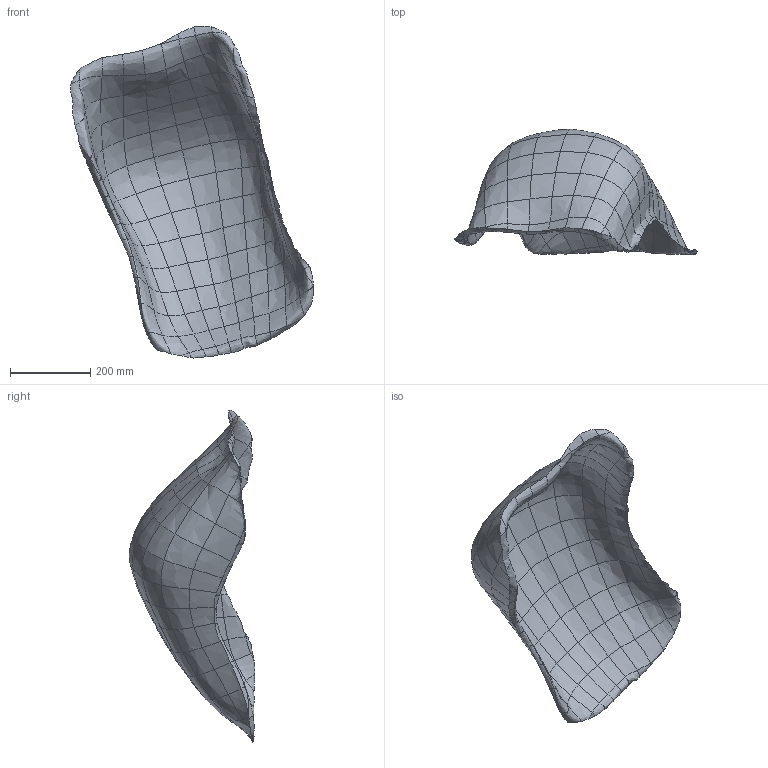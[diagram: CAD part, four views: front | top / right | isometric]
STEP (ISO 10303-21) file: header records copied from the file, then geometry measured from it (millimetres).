
FILE_DESCRIPTION(('CATIA V5 STEP Exchange','CAx-IF Rec.Pracs.--- Model Styling and Organization---1.4--- 2014-01-23','CAx-IF Rec.Pracs.---3D Tessellated Data Validation Properties---0.5---2014-09-14'),'2;1');
FILE_NAME('UH23-DC1-0060-01-Tillett-W2-Seat.stp','2019-11-04T13:06:16+00:00',('none'),('none'),'CATIA Version 5-6 Release 2019 SP2','CATIA V5 STEP AP242 v1','none');
FILE_SCHEMA(('AP242_MANAGED_MODEL_BASED_3D_ENGINEERING_MIM_LF {1 0 10303 442 1 1 4}'));
Length unit declared in the file: millimetre
Products named in the file (1): UH22-DC1-0304-01-Seat
Bounding box: 605.46 x 312.78 x 827.46 mm (x, y, z)
Surface area: 553070.2 mm2 (no closed solid volume)
Topology: 0 solids, 1 shells, 167 faces, 369 edges, 203 vertices
Faces by surface type: bspline 167
Entity records: 14533 total; most frequent: CARTESIAN_POINT 12221, ORIENTED_EDGE 675, EDGE_CURVE 369, B_SPLINE_CURVE_WITH_KNOTS 369, VERTEX_POINT 203, EDGE_LOOP 167, ADVANCED_FACE 167, B_SPLINE_SURFACE_WITH_KNOTS 167
